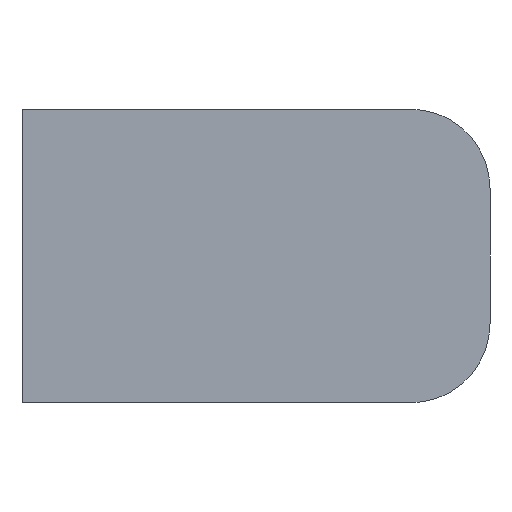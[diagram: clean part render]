
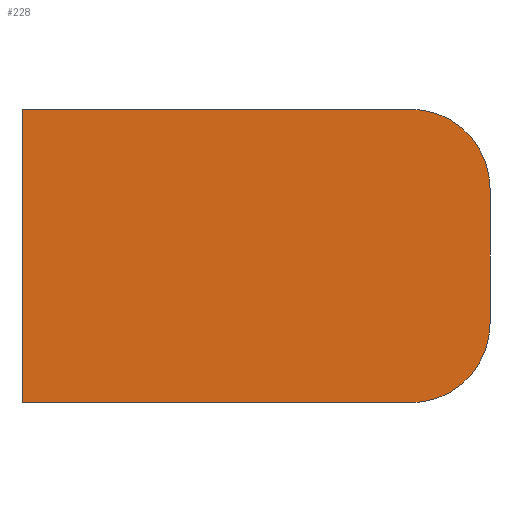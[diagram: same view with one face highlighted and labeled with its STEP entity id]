
A CAD part, front view. The second image highlights one B-rep face of the part: STEP entity #228.
In plain terms, the highlighted planar face has unit normal (0, -1, 0).
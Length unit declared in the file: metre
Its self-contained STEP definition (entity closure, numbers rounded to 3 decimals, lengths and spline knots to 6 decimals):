
#16=CIRCLE('',#257,0.00635);
#17=CIRCLE('',#258,0.00635);
#60=ORIENTED_EDGE('',*,*,#101,.F.);
#61=ORIENTED_EDGE('',*,*,#106,.T.);
#62=ORIENTED_EDGE('',*,*,#88,.F.);
#63=ORIENTED_EDGE('',*,*,#107,.T.);
#64=ORIENTED_EDGE('',*,*,#92,.T.);
#65=ORIENTED_EDGE('',*,*,#96,.T.);
#88=EDGE_CURVE('',#116,#117,#138,.T.);
#92=EDGE_CURVE('',#120,#121,#142,.T.);
#96=EDGE_CURVE('',#121,#124,#146,.T.);
#101=EDGE_CURVE('',#127,#124,#151,.T.);
#106=EDGE_CURVE('',#127,#117,#16,.T.);
#107=EDGE_CURVE('',#116,#120,#17,.T.);
#116=VERTEX_POINT('',#348);
#117=VERTEX_POINT('',#349);
#120=VERTEX_POINT('',#357);
#121=VERTEX_POINT('',#358);
#124=VERTEX_POINT('',#366);
#127=VERTEX_POINT('',#374);
#138=LINE('',#347,#164);
#142=LINE('',#356,#168);
#146=LINE('',#365,#172);
#151=LINE('',#375,#177);
#164=VECTOR('',#282,1.);
#168=VECTOR('',#288,1.);
#172=VECTOR('',#294,1.);
#177=VECTOR('',#301,1.);
#190=EDGE_LOOP('',(#60,#61,#62,#63,#64,#65));
#204=FACE_BOUND('',#190,.T.);
#217=PLANE('',#256);
#228=ADVANCED_FACE('',(#204),#217,.T.);
#256=AXIS2_PLACEMENT_3D('',#382,#312,#313);
#257=AXIS2_PLACEMENT_3D('',#383,#314,#315);
#258=AXIS2_PLACEMENT_3D('',#384,#316,#317);
#282=DIRECTION('',(0.,0.,-1.));
#288=DIRECTION('',(-1.,0.,0.));
#294=DIRECTION('',(0.,0.,-1.));
#301=DIRECTION('',(-1.,0.,0.));
#312=DIRECTION('',(0.,-1.,0.));
#313=DIRECTION('',(1.,0.,0.));
#314=DIRECTION('',(0.,-1.,0.));
#315=DIRECTION('',(0.,0.,-1.));
#316=DIRECTION('',(0.,-1.,0.));
#317=DIRECTION('',(0.,0.,-1.));
#347=CARTESIAN_POINT('',(0.018733,-0.026353,0.008573));
#348=CARTESIAN_POINT('',(0.018733,-0.026353,0.01397));
#349=CARTESIAN_POINT('',(0.018733,-0.026353,0.003175));
#356=CARTESIAN_POINT('',(0.,-0.026353,0.02032));
#357=CARTESIAN_POINT('',(0.012383,-0.026353,0.02032));
#358=CARTESIAN_POINT('',(-0.018733,-0.026353,0.02032));
#365=CARTESIAN_POINT('',(-0.018733,-0.026353,0.008573));
#366=CARTESIAN_POINT('',(-0.018733,-0.026353,-0.003175));
#374=CARTESIAN_POINT('',(0.012383,-0.026353,-0.003175));
#375=CARTESIAN_POINT('',(0.,-0.026353,-0.003175));
#382=CARTESIAN_POINT('',(0.,-0.026353,0.008573));
#383=CARTESIAN_POINT('',(0.012383,-0.026353,0.003175));
#384=CARTESIAN_POINT('',(0.012383,-0.026353,0.01397));
